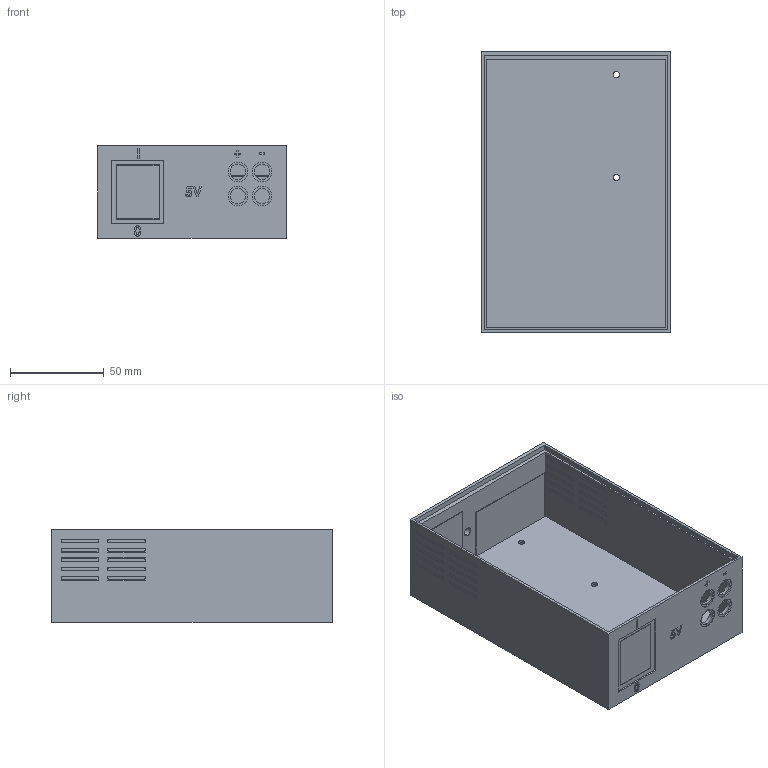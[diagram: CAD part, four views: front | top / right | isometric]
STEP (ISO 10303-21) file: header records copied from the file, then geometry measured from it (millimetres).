
FILE_DESCRIPTION (( 'STEP AP203' ), '1' );
FILE_NAME ('5V PS Case.STEP', '2024-05-27T14:33:04', ( '' ), ( '' ), 'SwSTEP 2.0', 'SolidWorks 2024', '' );
FILE_SCHEMA (( 'CONFIG_CONTROL_DESIGN' ));
Length unit declared in the file: millimetre
Products named in the file (1): 5V PS Case
Bounding box: 101 x 150 x 49.5 mm (x, y, z)
Volume: 126281.5 mm3; surface area: 83223.3 mm2
Topology: 24 solids, 24 shells, 343 faces, 840 edges, 560 vertices
Faces by surface type: plane 297, cylinder 28, bspline 18
Entity records: 11145 total; most frequent: CARTESIAN_POINT 2930, ORIENTED_EDGE 1680, DIRECTION 1512, EDGE_CURVE 840, LINE 748, VECTOR 748, VERTEX_POINT 560, EDGE_LOOP 420
